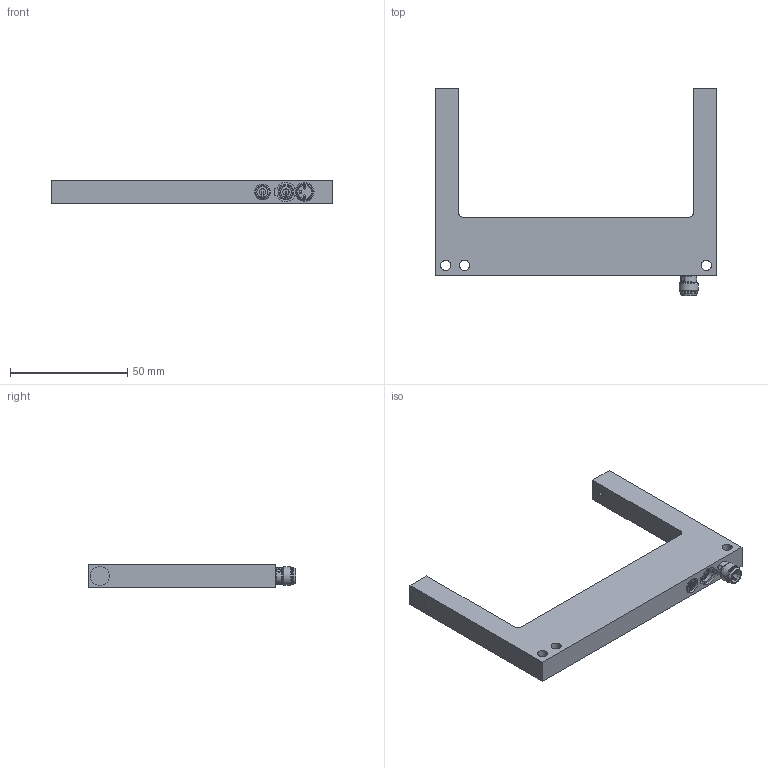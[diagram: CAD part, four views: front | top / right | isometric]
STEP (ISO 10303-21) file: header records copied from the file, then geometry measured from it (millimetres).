
FILE_DESCRIPTION(/* description */ (''),/* implementation_level */ '2;1');
FILE_NAME(/* name */ 'ipf_z3d_OGK00572.stp',/* time_stamp */ '2019-05-22T14:48:14+02:00',/* author */ ('gelzhaeuser'),/* organization */ (''),/* preprocessor_version */ 'ST-DEVELOPER v15.2',/* originating_system */ 'Autodesk Inventor 2014',/* authorisation */ '');
FILE_SCHEMA (('AUTOMOTIVE_DESIGN { 1 0 10303 214 3 1 1 }'));
Length unit declared in the file: millimetre
Products named in the file (1): ipf_z3d_OGK00572
Bounding box: 120 x 88.5 x 10 mm (x, y, z)
Volume: 40465 mm3; surface area: 14703.7 mm2
Topology: 1 solids, 5 shells, 198 faces, 456 edges, 298 vertices
Faces by surface type: plane 105, cylinder 83, cone 5, sphere 3, torus 2
Full cylindrical faces by diameter (mm): 1 x3, 2 x4, 4.3 x3, 5 x2, 5.7 x1, 5.8 x2, 6.4 x1, 6.6 x4, 6.7 x6, 6.9 x1, 7.2 x1, 8 x1, 8.08 x2, 8.1 x2
Entity records: 5640 total; most frequent: CARTESIAN_POINT 1180, DIRECTION 912, ORIENTED_EDGE 778, EDGE_CURVE 389, AXIS2_PLACEMENT_3D 363, EDGE_LOOP 283, VERTEX_POINT 274, FACE_OUTER_BOUND 198
